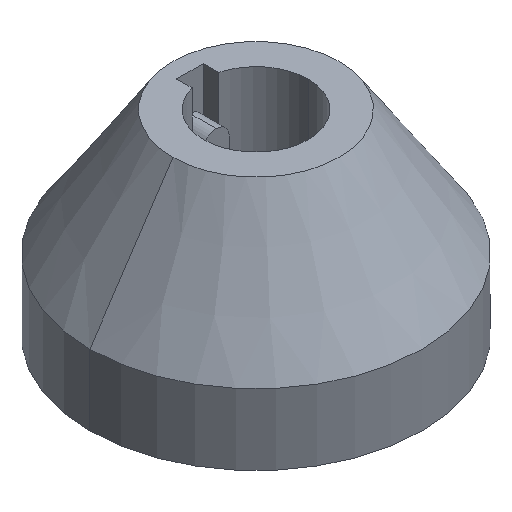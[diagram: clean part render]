
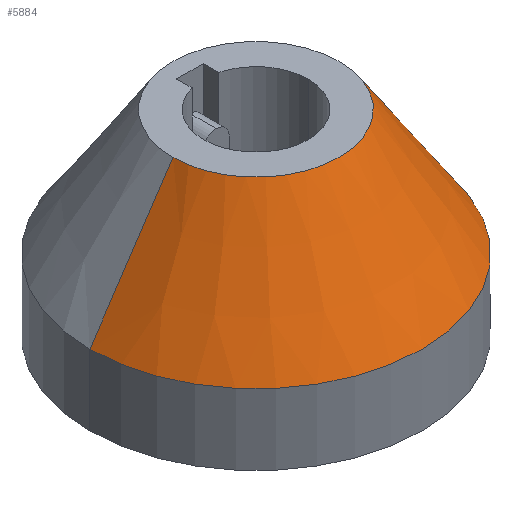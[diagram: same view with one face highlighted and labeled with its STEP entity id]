
A CAD part, isometric view. The second image highlights one B-rep face of the part: STEP entity #5884.
In plain terms, the highlighted conical face has half-angle 33.69 degrees and reference radius 6.35 mm.
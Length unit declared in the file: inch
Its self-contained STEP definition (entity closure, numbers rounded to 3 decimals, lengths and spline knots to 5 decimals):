
#45 = DIRECTION ( 'NONE',  ( 1., 0., 0. ) ) ;
#143 = ORIENTED_EDGE ( 'NONE', *, *, #5930, .T. ) ;
#148 = VERTEX_POINT ( 'NONE', #8281 ) ;
#456 = AXIS2_PLACEMENT_3D ( 'NONE', #1424, #3429, #45 ) ;
#813 = DIRECTION ( 'NONE',  ( 0.555, 0., -0.832 ) ) ;
#835 = CIRCLE ( 'NONE', #7903, 0.5 ) ;
#870 = CARTESIAN_POINT ( 'NONE',  ( -0.25, 0., 0.51667 ) ) ;
#889 = CARTESIAN_POINT ( 'NONE',  ( 0., 0., 0.14167 ) ) ;
#1267 = CONICAL_SURFACE ( 'NONE', #6136, 0.25, 0.588 ) ;
#1424 = CARTESIAN_POINT ( 'NONE',  ( 0., 0., 0.51667 ) ) ;
#1652 = DIRECTION ( 'NONE',  ( -1., 0., 0. ) ) ;
#2020 = VERTEX_POINT ( 'NONE', #3206 ) ;
#2059 = DIRECTION ( 'NONE',  ( 0., 0., -1. ) ) ;
#2778 = VERTEX_POINT ( 'NONE', #870 ) ;
#3206 = CARTESIAN_POINT ( 'NONE',  ( -0.5, 0., 0.14167 ) ) ;
#3321 = VECTOR ( 'NONE', #6437, 39.37008 ) ;
#3356 = VECTOR ( 'NONE', #813, 39.37008 ) ;
#3429 = DIRECTION ( 'NONE',  ( 0., 0., 1. ) ) ;
#3490 = ORIENTED_EDGE ( 'NONE', *, *, #5547, .F. ) ;
#3627 = FACE_OUTER_BOUND ( 'NONE', #4424, .T. ) ;
#4111 = EDGE_CURVE ( 'NONE', #2778, #4207, #7935, .T. ) ;
#4207 = VERTEX_POINT ( 'NONE', #7507 ) ;
#4424 = EDGE_LOOP ( 'NONE', ( #3490, #5620, #143, #6379 ) ) ;
#4860 = LINE ( 'NONE', #5719, #3356 ) ;
#5547 = EDGE_CURVE ( 'NONE', #4207, #148, #4860, .T. ) ;
#5620 = ORIENTED_EDGE ( 'NONE', *, *, #4111, .F. ) ;
#5662 = CARTESIAN_POINT ( 'NONE',  ( 0., 0., 0.51667 ) ) ;
#5719 = CARTESIAN_POINT ( 'NONE',  ( 0.25, 0., 0.51667 ) ) ;
#5884 = ADVANCED_FACE ( 'NONE', ( #3627 ), #1267, .T. ) ;
#5930 = EDGE_CURVE ( 'NONE', #2778, #2020, #7734, .T. ) ;
#6136 = AXIS2_PLACEMENT_3D ( 'NONE', #5662, #7607, #1652 ) ;
#6379 = ORIENTED_EDGE ( 'NONE', *, *, #7837, .F. ) ;
#6437 = DIRECTION ( 'NONE',  ( -0.555, 0., -0.832 ) ) ;
#7128 = CARTESIAN_POINT ( 'NONE',  ( -0.25, 0., 0.51667 ) ) ;
#7507 = CARTESIAN_POINT ( 'NONE',  ( 0.25, 0., 0.51667 ) ) ;
#7607 = DIRECTION ( 'NONE',  ( 0., 0., -1. ) ) ;
#7734 = LINE ( 'NONE', #7128, #3321 ) ;
#7837 = EDGE_CURVE ( 'NONE', #148, #2020, #835, .T. ) ;
#7903 = AXIS2_PLACEMENT_3D ( 'NONE', #889, #2059, #8540 ) ;
#7935 = CIRCLE ( 'NONE', #456, 0.25 ) ;
#8281 = CARTESIAN_POINT ( 'NONE',  ( 0.5, 0., 0.14167 ) ) ;
#8540 = DIRECTION ( 'NONE',  ( 1., 0., 0. ) ) ;
